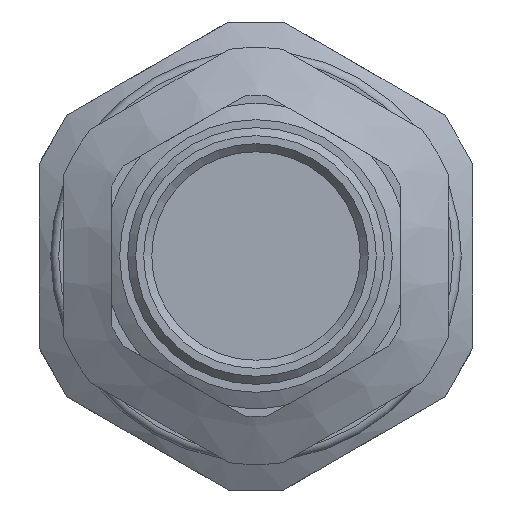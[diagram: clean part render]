
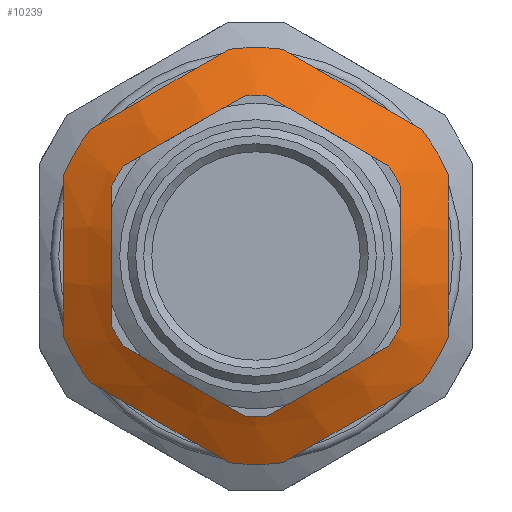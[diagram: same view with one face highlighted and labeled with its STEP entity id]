
A CAD part, left-side view. The second image highlights one B-rep face of the part: STEP entity #10239.
In plain terms, the highlighted conical face has half-angle 60 degrees and reference radius 10.625 mm.
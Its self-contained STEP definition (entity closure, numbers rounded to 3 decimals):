
#328=(
BOUNDED_CURVE()
B_SPLINE_CURVE(2,(#15261,#15262,#15263),.UNSPECIFIED.,.F.,.F.)
B_SPLINE_CURVE_WITH_KNOTS((3,3),(0.,1.007),.UNSPECIFIED.)
CURVE()
GEOMETRIC_REPRESENTATION_ITEM()
RATIONAL_B_SPLINE_CURVE((1.,1.083,1.))
REPRESENTATION_ITEM('')
);
#329=(
BOUNDED_CURVE()
B_SPLINE_CURVE(2,(#15265,#15266,#15267),.UNSPECIFIED.,.F.,.F.)
B_SPLINE_CURVE_WITH_KNOTS((3,3),(0.,1.007),.UNSPECIFIED.)
CURVE()
GEOMETRIC_REPRESENTATION_ITEM()
RATIONAL_B_SPLINE_CURVE((1.,1.083,1.))
REPRESENTATION_ITEM('')
);
#330=(
BOUNDED_CURVE()
B_SPLINE_CURVE(2,(#15271,#15272,#15273),.UNSPECIFIED.,.F.,.F.)
B_SPLINE_CURVE_WITH_KNOTS((3,3),(0.,1.007),.UNSPECIFIED.)
CURVE()
GEOMETRIC_REPRESENTATION_ITEM()
RATIONAL_B_SPLINE_CURVE((1.,1.083,1.))
REPRESENTATION_ITEM('')
);
#331=(
BOUNDED_CURVE()
B_SPLINE_CURVE(2,(#15277,#15278,#15279),.UNSPECIFIED.,.F.,.F.)
B_SPLINE_CURVE_WITH_KNOTS((3,3),(0.,1.007),.UNSPECIFIED.)
CURVE()
GEOMETRIC_REPRESENTATION_ITEM()
RATIONAL_B_SPLINE_CURVE((1.,1.083,1.))
REPRESENTATION_ITEM('')
);
#332=(
BOUNDED_CURVE()
B_SPLINE_CURVE(2,(#15283,#15284,#15285),.UNSPECIFIED.,.F.,.F.)
B_SPLINE_CURVE_WITH_KNOTS((3,3),(0.,1.007),.UNSPECIFIED.)
CURVE()
GEOMETRIC_REPRESENTATION_ITEM()
RATIONAL_B_SPLINE_CURVE((1.,1.083,1.))
REPRESENTATION_ITEM('')
);
#333=(
BOUNDED_CURVE()
B_SPLINE_CURVE(2,(#15289,#15290,#15291),.UNSPECIFIED.,.F.,.F.)
B_SPLINE_CURVE_WITH_KNOTS((3,3),(0.,1.007),.UNSPECIFIED.)
CURVE()
GEOMETRIC_REPRESENTATION_ITEM()
RATIONAL_B_SPLINE_CURVE((1.,1.083,1.))
REPRESENTATION_ITEM('')
);
#351=CONICAL_SURFACE('',#11001,10.625,1.047);
#618=CIRCLE('',#10755,8.25);
#619=CIRCLE('',#10756,8.25);
#791=CIRCLE('',#11000,13.);
#792=CIRCLE('',#11002,13.);
#793=CIRCLE('',#11003,13.);
#794=CIRCLE('',#11004,13.);
#795=CIRCLE('',#11005,13.);
#796=CIRCLE('',#11006,13.);
#797=CIRCLE('',#11007,13.);
#987=FACE_OUTER_BOUND('',#1601,.T.);
#1601=EDGE_LOOP('',(#7205,#7206,#7207,#7208,#7209,#7210,#7211,#7212,#7213,
#7214,#7215,#7216,#7217,#7218,#7219,#7220,#7221));
#2785=LINE('',#15294,#3412);
#3412=VECTOR('',#11986,10.625);
#3918=VERTEX_POINT('',#13200);
#3919=VERTEX_POINT('',#13201);
#4400=VERTEX_POINT('',#15251);
#4403=VERTEX_POINT('',#15256);
#4404=VERTEX_POINT('',#15260);
#4405=VERTEX_POINT('',#15264);
#4406=VERTEX_POINT('',#15268);
#4407=VERTEX_POINT('',#15270);
#4408=VERTEX_POINT('',#15274);
#4409=VERTEX_POINT('',#15276);
#4410=VERTEX_POINT('',#15280);
#4411=VERTEX_POINT('',#15282);
#4412=VERTEX_POINT('',#15286);
#4413=VERTEX_POINT('',#15288);
#4414=VERTEX_POINT('',#15292);
#4942=EDGE_CURVE('',#3918,#3919,#618,.T.);
#4943=EDGE_CURVE('',#3919,#3918,#619,.T.);
#5488=EDGE_CURVE('',#4403,#4400,#791,.T.);
#5489=EDGE_CURVE('',#4404,#4400,#328,.T.);
#5490=EDGE_CURVE('',#4403,#4405,#329,.T.);
#5491=EDGE_CURVE('',#4406,#4405,#792,.T.);
#5492=EDGE_CURVE('',#4406,#4407,#330,.T.);
#5493=EDGE_CURVE('',#4408,#4407,#793,.T.);
#5494=EDGE_CURVE('',#4408,#4409,#331,.T.);
#5495=EDGE_CURVE('',#4410,#4409,#794,.T.);
#5496=EDGE_CURVE('',#4410,#4411,#332,.T.);
#5497=EDGE_CURVE('',#4412,#4411,#795,.T.);
#5498=EDGE_CURVE('',#4412,#4413,#333,.T.);
#5499=EDGE_CURVE('',#4414,#4413,#796,.T.);
#5500=EDGE_CURVE('',#4414,#3919,#2785,.T.);
#5501=EDGE_CURVE('',#4404,#4414,#797,.T.);
#7205=ORIENTED_EDGE('',*,*,#5489,.T.);
#7206=ORIENTED_EDGE('',*,*,#5488,.F.);
#7207=ORIENTED_EDGE('',*,*,#5490,.T.);
#7208=ORIENTED_EDGE('',*,*,#5491,.F.);
#7209=ORIENTED_EDGE('',*,*,#5492,.T.);
#7210=ORIENTED_EDGE('',*,*,#5493,.F.);
#7211=ORIENTED_EDGE('',*,*,#5494,.T.);
#7212=ORIENTED_EDGE('',*,*,#5495,.F.);
#7213=ORIENTED_EDGE('',*,*,#5496,.T.);
#7214=ORIENTED_EDGE('',*,*,#5497,.F.);
#7215=ORIENTED_EDGE('',*,*,#5498,.T.);
#7216=ORIENTED_EDGE('',*,*,#5499,.F.);
#7217=ORIENTED_EDGE('',*,*,#5500,.T.);
#7218=ORIENTED_EDGE('',*,*,#4943,.T.);
#7219=ORIENTED_EDGE('',*,*,#4942,.T.);
#7220=ORIENTED_EDGE('',*,*,#5500,.F.);
#7221=ORIENTED_EDGE('',*,*,#5501,.F.);
#10239=ADVANCED_FACE('',(#987),#351,.T.);
#10755=AXIS2_PLACEMENT_3D('',#13202,#11358,#11359);
#10756=AXIS2_PLACEMENT_3D('',#13203,#11360,#11361);
#11000=AXIS2_PLACEMENT_3D('',#15258,#11972,#11973);
#11001=AXIS2_PLACEMENT_3D('',#15259,#11974,#11975);
#11002=AXIS2_PLACEMENT_3D('',#15269,#11976,#11977);
#11003=AXIS2_PLACEMENT_3D('',#15275,#11978,#11979);
#11004=AXIS2_PLACEMENT_3D('',#15281,#11980,#11981);
#11005=AXIS2_PLACEMENT_3D('',#15287,#11982,#11983);
#11006=AXIS2_PLACEMENT_3D('',#15293,#11984,#11985);
#11007=AXIS2_PLACEMENT_3D('',#15295,#11987,#11988);
#11358=DIRECTION('center_axis',(1.,0.,0.));
#11359=DIRECTION('ref_axis',(0.,-0.5,-0.866));
#11360=DIRECTION('center_axis',(1.,0.,0.));
#11361=DIRECTION('ref_axis',(0.,-0.5,-0.866));
#11972=DIRECTION('center_axis',(1.,0.,0.));
#11973=DIRECTION('ref_axis',(0.,-0.5,-0.866));
#11974=DIRECTION('center_axis',(1.,0.,0.));
#11975=DIRECTION('ref_axis',(0.,0.866,-0.5));
#11976=DIRECTION('center_axis',(1.,0.,0.));
#11977=DIRECTION('ref_axis',(0.,-0.5,-0.866));
#11978=DIRECTION('center_axis',(1.,0.,0.));
#11979=DIRECTION('ref_axis',(0.,-0.5,-0.866));
#11980=DIRECTION('center_axis',(1.,0.,0.));
#11981=DIRECTION('ref_axis',(0.,-0.5,-0.866));
#11982=DIRECTION('center_axis',(1.,0.,0.));
#11983=DIRECTION('ref_axis',(0.,-0.5,-0.866));
#11984=DIRECTION('center_axis',(1.,0.,0.));
#11985=DIRECTION('ref_axis',(0.,-0.5,-0.866));
#11986=DIRECTION('',(-0.5,0.75,-0.433));
#11987=DIRECTION('center_axis',(1.,0.,0.));
#11988=DIRECTION('ref_axis',(0.,-0.5,-0.866));
#13200=CARTESIAN_POINT('',(17.365,8.823,-4.125));
#13201=CARTESIAN_POINT('',(17.365,-5.466,4.125));
#13202=CARTESIAN_POINT('Origin',(17.365,1.679,0.));
#13203=CARTESIAN_POINT('Origin',(17.365,1.679,0.));
#15251=CARTESIAN_POINT('',(20.107,0.009,12.892));
#15256=CARTESIAN_POINT('',(20.107,3.349,12.892));
#15258=CARTESIAN_POINT('Origin',(20.107,1.679,0.));
#15259=CARTESIAN_POINT('Origin',(18.736,1.679,0.));
#15260=CARTESIAN_POINT('',(20.107,-8.651,7.892));
#15261=CARTESIAN_POINT('Ctrl Pts',(20.107,-8.651,7.892));
#15262=CARTESIAN_POINT('Ctrl Pts',(18.997,-4.321,10.392));
#15263=CARTESIAN_POINT('Ctrl Pts',(20.107,0.009,
12.892));
#15264=CARTESIAN_POINT('',(20.107,12.009,7.892));
#15265=CARTESIAN_POINT('Ctrl Pts',(20.107,3.349,12.892));
#15266=CARTESIAN_POINT('Ctrl Pts',(18.997,7.679,10.392));
#15267=CARTESIAN_POINT('Ctrl Pts',(20.107,12.009,7.892));
#15268=CARTESIAN_POINT('',(20.107,13.679,5.));
#15269=CARTESIAN_POINT('Origin',(20.107,1.679,0.));
#15270=CARTESIAN_POINT('',(20.107,13.679,-5.));
#15271=CARTESIAN_POINT('Ctrl Pts',(20.107,13.679,5.));
#15272=CARTESIAN_POINT('Ctrl Pts',(18.997,13.679,0.));
#15273=CARTESIAN_POINT('Ctrl Pts',(20.107,13.679,-5.));
#15274=CARTESIAN_POINT('',(20.107,12.009,-7.892));
#15275=CARTESIAN_POINT('Origin',(20.107,1.679,0.));
#15276=CARTESIAN_POINT('',(20.107,3.349,-12.892));
#15277=CARTESIAN_POINT('Ctrl Pts',(20.107,12.009,-7.892));
#15278=CARTESIAN_POINT('Ctrl Pts',(18.997,7.679,-10.392));
#15279=CARTESIAN_POINT('Ctrl Pts',(20.107,3.349,-12.892));
#15280=CARTESIAN_POINT('',(20.107,0.009,-12.892));
#15281=CARTESIAN_POINT('Origin',(20.107,1.679,0.));
#15282=CARTESIAN_POINT('',(20.107,-8.651,-7.892));
#15283=CARTESIAN_POINT('Ctrl Pts',(20.107,0.009,
-12.892));
#15284=CARTESIAN_POINT('Ctrl Pts',(18.997,-4.321,-10.392));
#15285=CARTESIAN_POINT('Ctrl Pts',(20.107,-8.651,-7.892));
#15286=CARTESIAN_POINT('',(20.107,-10.321,-5.));
#15287=CARTESIAN_POINT('Origin',(20.107,1.679,0.));
#15288=CARTESIAN_POINT('',(20.107,-10.321,5.));
#15289=CARTESIAN_POINT('Ctrl Pts',(20.107,-10.321,-5.));
#15290=CARTESIAN_POINT('Ctrl Pts',(18.997,-10.321,0.));
#15291=CARTESIAN_POINT('Ctrl Pts',(20.107,-10.321,5.));
#15292=CARTESIAN_POINT('',(20.107,-9.58,6.5));
#15293=CARTESIAN_POINT('Origin',(20.107,1.679,0.));
#15294=CARTESIAN_POINT('',(18.736,-7.523,5.312));
#15295=CARTESIAN_POINT('Origin',(20.107,1.679,0.));
